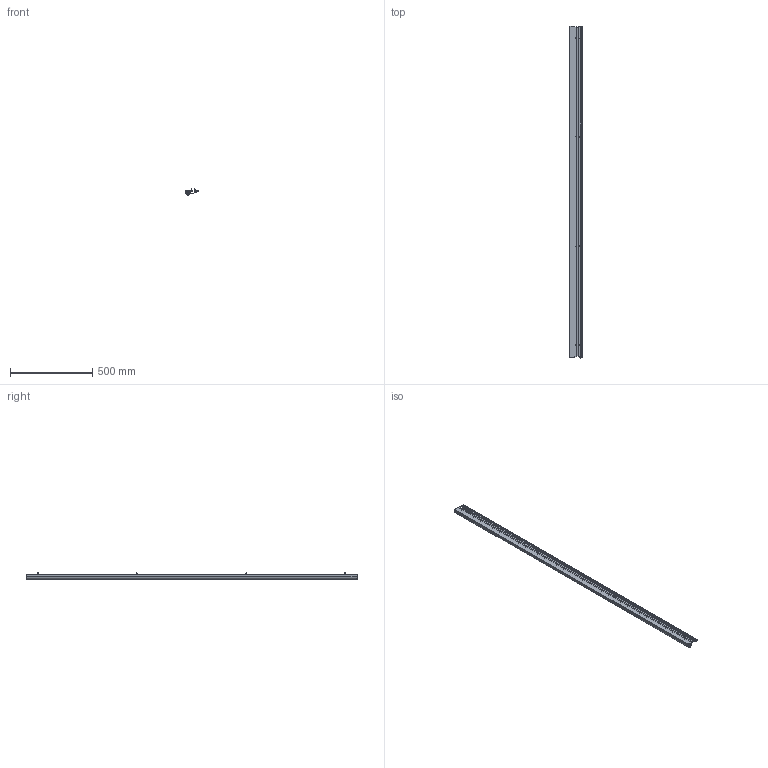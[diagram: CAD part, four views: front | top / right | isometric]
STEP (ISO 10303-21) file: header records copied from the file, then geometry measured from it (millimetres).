
FILE_DESCRIPTION (( 'STEP AP203' ), '1' );
FILE_NAME ('FSR6000(quick)-2015.STEP', '2023-12-07T15:40:58', ( '' ), ( '' ), 'SwSTEP 2.0', 'SolidWorks 2021', '' );
FILE_SCHEMA (( 'CONFIG_CONTROL_DESIGN' ));
Length unit declared in the file: millimetre
Products named in the file (5): Türblattseite_2015; FSR6000(quick)-2015; Zargenseite_2015; Stoff_1_2015; Schraube 3.5x13
Assembly tree (11 placements, depth 2):
  FSR6000(quick)-2015
    Türblattseite_2015
    Zargenseite_2015
    Stoff_1_2015
    Schraube 3.5x13  x8
Bounding box: 76.6 x 2020.2 x 39.2 mm (x, y, z)
Volume: 972652.9 mm3; surface area: 892793.9 mm2
Topology: 12 solids, 12 shells, 933 faces, 2481 edges, 1588 vertices
Faces by surface type: plane 389, cylinder 249, bspline 188, cone 88, torus 15, sphere 4
Entity records: 23157 total; most frequent: CARTESIAN_POINT 6241, ORIENTED_EDGE 3700, DIRECTION 2760, EDGE_CURVE 1850, LINE 1244, VECTOR 1244, VERTEX_POINT 1217, AXIS2_PLACEMENT_3D 758
